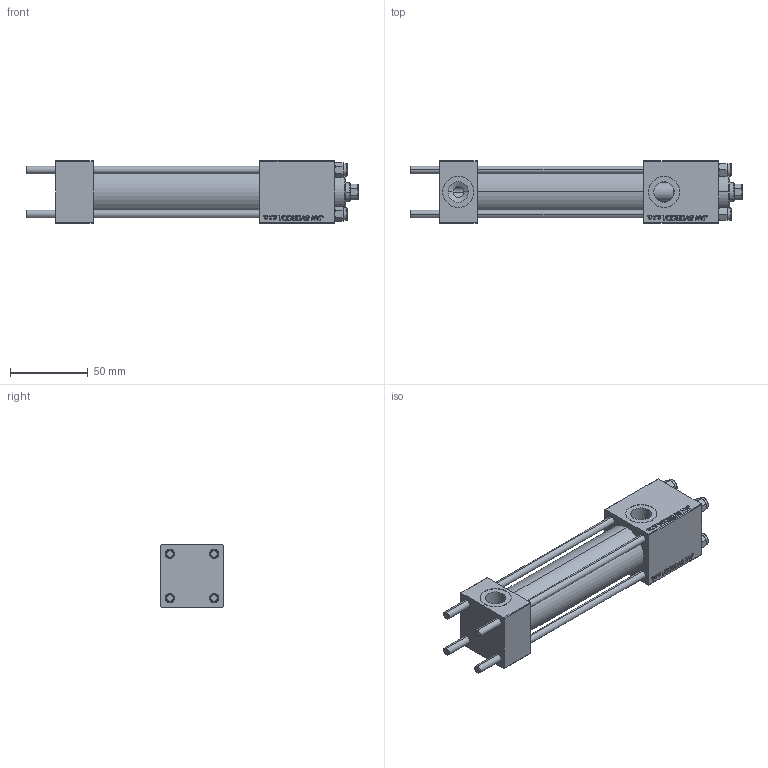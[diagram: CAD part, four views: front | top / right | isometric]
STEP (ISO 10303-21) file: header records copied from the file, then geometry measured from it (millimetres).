
FILE_DESCRIPTION (( 'STEP AP203' ), '1' );
FILE_NAME ('d5af.STEP', '2025-09-04T07:32:07', ( '' ), ( '' ), 'SwSTEP 2.0', 'SolidWorks 2019', '' );
FILE_SCHEMA (( 'CONFIG_CONTROL_DESIGN' ));
Length unit declared in the file: millimetre
Products named in the file (6): V215CR_VCP dfb1271e8331aa49c5328a3e3c79d7b3; NUT_M5 dfb1271e8331aa49c5328a3e3c79d7b3; V215CR_BODY_A dfb1271e8331aa49c5328a3e3c79d7b3; d5af; V215_VC_A dfb1271e8331aa49c5328a3e3c79d7b3; CR025_012_A_0_G_A_G_M_020_+#_##_TYCINKA dfb1271e8331aa49c5328a3e3c79d7b3
Assembly tree (11 placements, depth 2):
  d5af
    V215CR_BODY_A dfb1271e8331aa49c5328a3e3c79d7b3
    CR025_012_A_0_G_A_G_M_020_+#_##_TYCINKA dfb1271e8331aa49c5328a3e3c79d7b3  x4
    NUT_M5 dfb1271e8331aa49c5328a3e3c79d7b3  x4
    V215CR_VCP dfb1271e8331aa49c5328a3e3c79d7b3
    V215_VC_A dfb1271e8331aa49c5328a3e3c79d7b3
Bounding box: 213 x 40 x 40 mm (x, y, z)
Volume: 172155.8 mm3; surface area: 75459.2 mm2
Topology: 11 solids, 11 shells, 1131 faces, 2847 edges, 1845 vertices
Faces by surface type: plane 517, bspline 392, cone 136, cylinder 78, torus 8
Entity records: 49807 total; most frequent: CARTESIAN_POINT 27036, ORIENTED_EDGE 5186, DIRECTION 3219, EDGE_CURVE 2593, VERTEX_POINT 1701, VECTOR 1579, LINE 1579, EDGE_LOOP 1138
